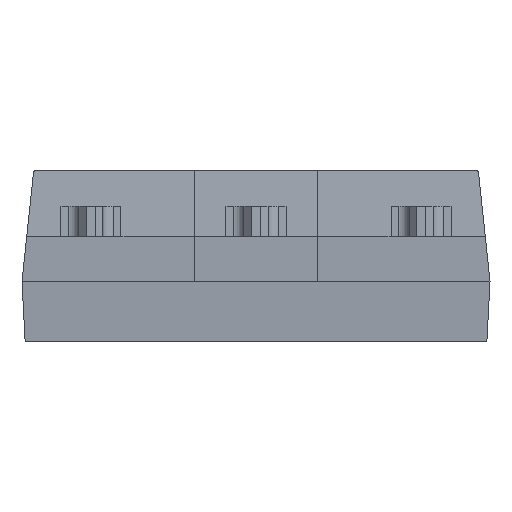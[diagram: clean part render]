
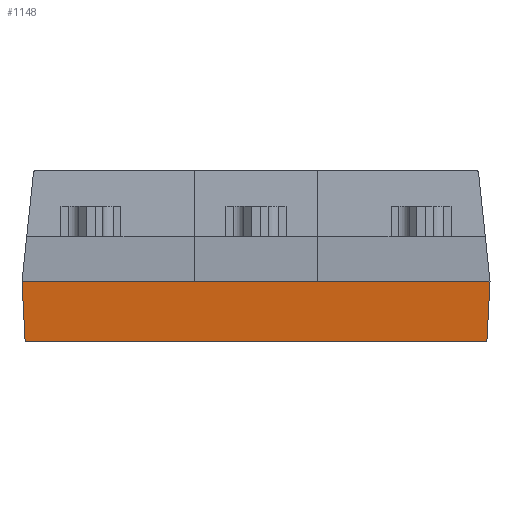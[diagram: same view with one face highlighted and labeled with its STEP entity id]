
A CAD part, front view. The second image highlights one B-rep face of the part: STEP entity #1148.
In plain terms, the highlighted planar face has unit normal (0, -0.996, -0.087).
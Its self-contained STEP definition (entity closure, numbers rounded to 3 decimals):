
#878 = FACE_OUTER_BOUND ( 'NONE', #8873, .T. ) ;
#1148 = ADVANCED_FACE ( 'NONE', ( #878 ), #5415, .F. ) ;
#1174 = ORIENTED_EDGE ( 'NONE', *, *, #5916, .F. ) ;
#1331 = CARTESIAN_POINT ( 'NONE',  ( -7.799, -6.413, -1.8 ) ) ;
#1501 = VERTEX_POINT ( 'NONE', #1331 ) ;
#1888 = ORIENTED_EDGE ( 'NONE', *, *, #7179, .F. ) ;
#1899 = DIRECTION ( 'NONE',  ( 0., 0.996, 0.087 ) ) ;
#2308 = ORIENTED_EDGE ( 'NONE', *, *, #7957, .F. ) ;
#2335 = CARTESIAN_POINT ( 'NONE',  ( 7.711, -6.266, -3.482 ) ) ;
#3023 = VERTEX_POINT ( 'NONE', #9095 ) ;
#3497 = VERTEX_POINT ( 'NONE', #3750 ) ;
#3608 = LINE ( 'NONE', #5255, #7374 ) ;
#3702 = DIRECTION ( 'NONE',  ( -1., 0., 0. ) ) ;
#3705 = LINE ( 'NONE', #6499, #4165 ) ;
#3750 = CARTESIAN_POINT ( 'NONE',  ( 7.694, -6.238, -3.8 ) ) ;
#4029 = ORIENTED_EDGE ( 'NONE', *, *, #4659, .T. ) ;
#4165 = VECTOR ( 'NONE', #3702, 1000. ) ;
#4401 = CARTESIAN_POINT ( 'NONE',  ( 7.799, -6.413, -1.8 ) ) ;
#4485 = DIRECTION ( 'NONE',  ( -0.052, 0.087, -0.995 ) ) ;
#4659 = EDGE_CURVE ( 'NONE', #6831, #1501, #3608, .T. ) ;
#4896 = AXIS2_PLACEMENT_3D ( 'NONE', #6176, #1899, #6883 ) ;
#4917 = VECTOR ( 'NONE', #5513, 1000. ) ;
#5228 = DIRECTION ( 'NONE',  ( -1., 0., 0. ) ) ;
#5255 = CARTESIAN_POINT ( 'NONE',  ( 7.8, -6.413, -1.8 ) ) ;
#5415 = PLANE ( 'NONE',  #4896 ) ;
#5513 = DIRECTION ( 'NONE',  ( -0.052, -0.087, 0.995 ) ) ;
#5916 = EDGE_CURVE ( 'NONE', #6831, #3497, #9194, .T. ) ;
#6176 = CARTESIAN_POINT ( 'NONE',  ( 7.8, -6.238, -3.8 ) ) ;
#6499 = CARTESIAN_POINT ( 'NONE',  ( 7.8, -6.238, -3.8 ) ) ;
#6796 = LINE ( 'NONE', #7626, #4917 ) ;
#6831 = VERTEX_POINT ( 'NONE', #4401 ) ;
#6883 = DIRECTION ( 'NONE',  ( 0., -0.087, 0.996 ) ) ;
#7179 = EDGE_CURVE ( 'NONE', #3023, #1501, #6796, .T. ) ;
#7287 = VECTOR ( 'NONE', #4485, 1000. ) ;
#7374 = VECTOR ( 'NONE', #5228, 1000. ) ;
#7626 = CARTESIAN_POINT ( 'NONE',  ( -7.711, -6.266, -3.482 ) ) ;
#7957 = EDGE_CURVE ( 'NONE', #3497, #3023, #3705, .T. ) ;
#8873 = EDGE_LOOP ( 'NONE', ( #1174, #4029, #1888, #2308 ) ) ;
#9095 = CARTESIAN_POINT ( 'NONE',  ( -7.694, -6.238, -3.8 ) ) ;
#9194 = LINE ( 'NONE', #2335, #7287 ) ;
